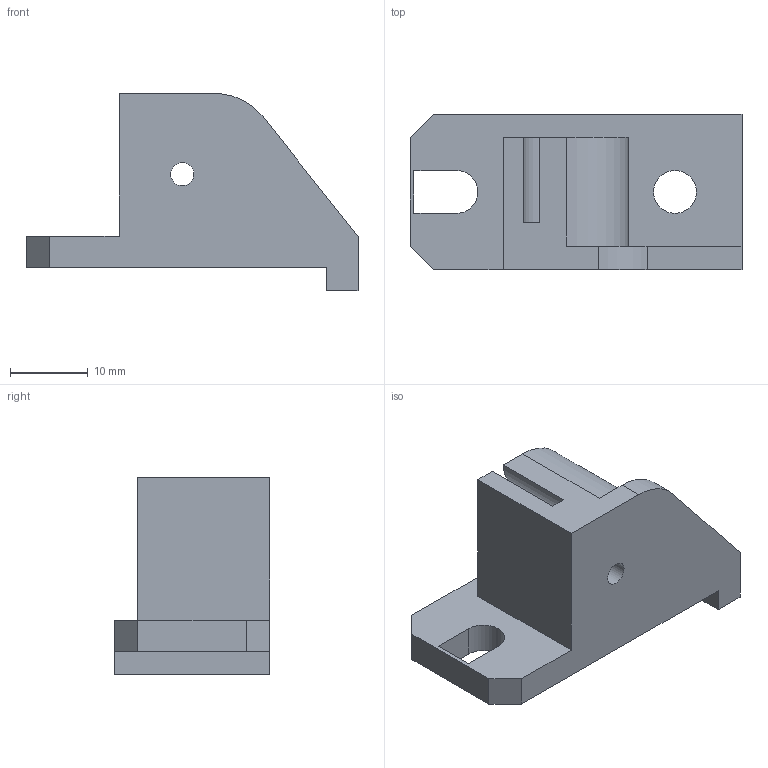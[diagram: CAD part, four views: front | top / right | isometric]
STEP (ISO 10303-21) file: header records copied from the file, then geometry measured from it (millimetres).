
FILE_DESCRIPTION(/* description */ (''),/* implementation_level */ '2;1');
FILE_NAME(/* name */ 'Z Belt Anchor M.step',/* time_stamp */ '2018-11-09T10:43:47+01:00',/* author */ (''),/* organization */ (''),/* preprocessor_version */ 'ST-DEVELOPER v17.2',/* originating_system */ 'Autodesk Translation Framework v7.6.0.251',/* authorisation */ '');
FILE_SCHEMA (('AUTOMOTIVE_DESIGN { 1 0 10303 214 3 1 1 }'));
Length unit declared in the file: millimetre
Products named in the file (1): Z Belt Anchor M
Bounding box: 42.75 x 20 x 25.39 mm (x, y, z)
Volume: 7631.9 mm3; surface area: 4602.1 mm2
Topology: 1 solids, 1 shells, 30 faces, 80 edges, 53 vertices
Faces by surface type: plane 22, cylinder 8
Full cylindrical faces by diameter (mm): 3 x1, 5.5 x1, 7 x1
Entity records: 984 total; most frequent: CARTESIAN_POINT 164, ORIENTED_EDGE 160, DIRECTION 158, EDGE_CURVE 80, LINE 64, VECTOR 64, VERTEX_POINT 53, AXIS2_PLACEMENT_3D 47
